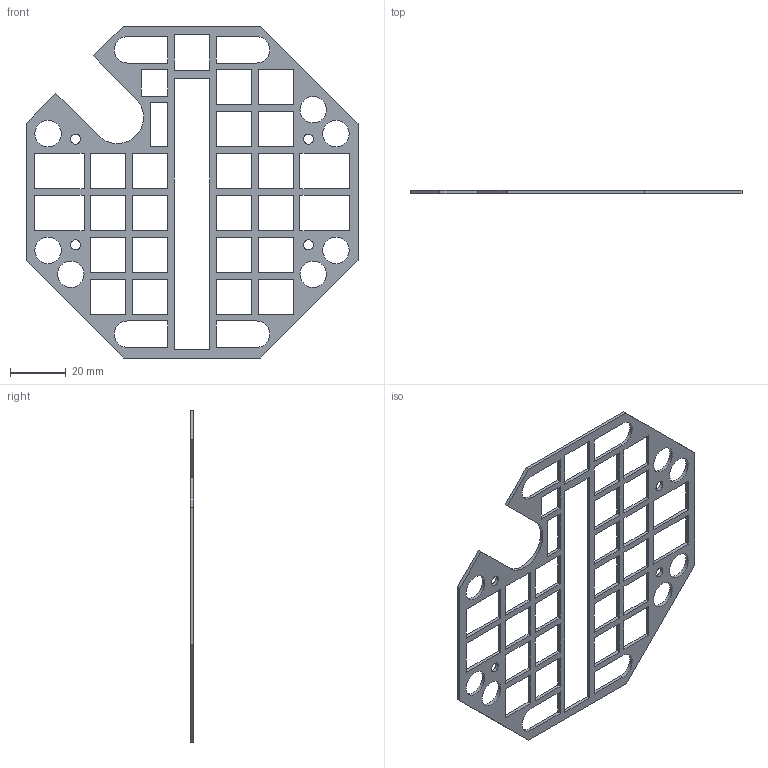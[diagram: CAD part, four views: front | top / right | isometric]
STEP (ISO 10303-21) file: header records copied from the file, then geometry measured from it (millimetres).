
FILE_DESCRIPTION(('produced by SPATIAL CORP'),'2;1');
FILE_NAME( 'part_36.prt.hh.sat.stp','2002-04-19T13:19:51+00:00',('SPATIAL CORP'),('SPATIAL CORP'), 'ACIS STEP Husk','http://www.spatial.com','SPATIAL CORP');
FILE_SCHEMA(('CONFIG_CONTROL_DESIGN'));
Length unit declared in the file: millimetre
Products named in the file (1): PRODUCT_ID_1
Bounding box: 119.58 x 1.22 x 119.58 mm (x, y, z)
Volume: 5290.7 mm3; surface area: 11765.9 mm2
Topology: 1 solids, 1 shells, 169 faces, 501 edges, 334 vertices
Faces by surface type: plane 137, cylinder 32
Entity records: 5781 total; most frequent: ORIENTED_EDGE 1002, CARTESIAN_POINT 989, DIRECTION 873, EDGE_CURVE 501, VECTOR 437, LINE 437, VERTEX_POINT 334, EDGE_LOOP 255
